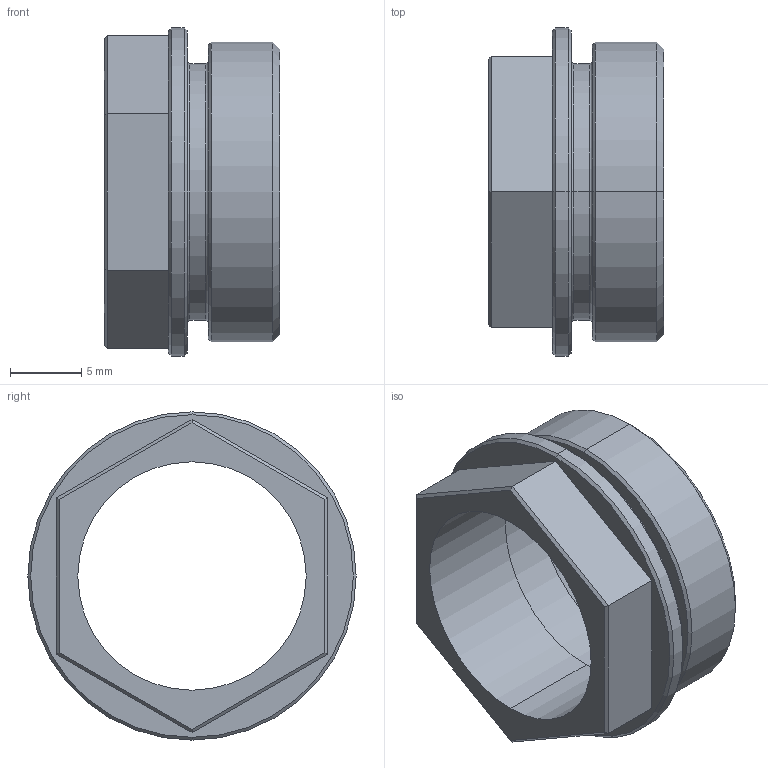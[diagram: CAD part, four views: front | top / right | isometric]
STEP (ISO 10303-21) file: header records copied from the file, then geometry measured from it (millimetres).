
FILE_DESCRIPTION(('STEP AP242'),'1');
FILE_NAME('coval_cvpcfix2.stp','2020-06-01T19:56:09',('TraceParts'),('TraceParts S.A.'),'Spatial InterOp 3D',' ',' ');
FILE_SCHEMA(('AP242_MANAGED_MODEL_BASED_3D_ENGINEERING_MIM_LF {1 0 10303 442 1 1 4}'));
Length unit declared in the file: millimetre
Products named in the file (1): coval_cvpcfix2
Bounding box: 12.3 x 23 x 23 mm (x, y, z)
Volume: 1421.7 mm3; surface area: 1968.7 mm2
Topology: 1 solids, 1 shells, 42 faces, 88 edges, 52 vertices
Faces by surface type: plane 18, cone 10, cylinder 10, torus 4
Entity records: 1475 total; most frequent: DIRECTION 212, CARTESIAN_POINT 183, ORIENTED_EDGE 176, EDGE_CURVE 88, AXIS2_PLACEMENT_3D 81, VERTEX_POINT 52, LINE 50, VECTOR 50
